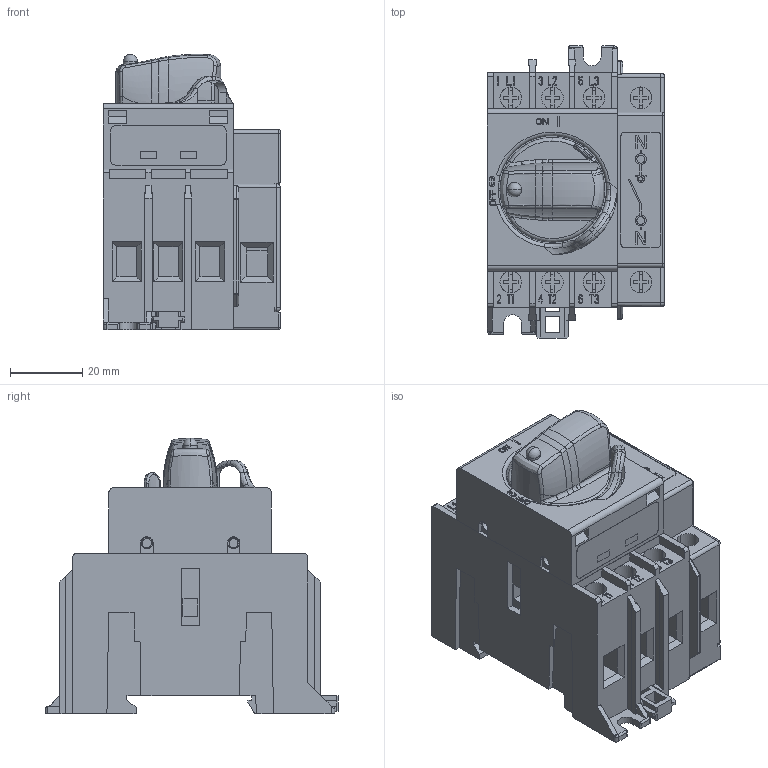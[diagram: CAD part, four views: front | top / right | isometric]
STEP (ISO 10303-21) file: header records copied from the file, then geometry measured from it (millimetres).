
FILE_DESCRIPTION((''),'2;1');
FILE_NAME('PROCUS_KS3-XXN_ASM','2015-06-09T',('kjell_andersson'),(''),'PRO/ENGINEER BY PARAMETRIC TECHNOLOGY CORPORATION, 2013230','PRO/ENGINEER BY PARAMETRIC TECHNOLOGY CORPORATION, 2013230','');
FILE_SCHEMA(('CONFIG_CONTROL_DESIGN'));
Products named in the file (11): KSXA3_LIGHT; PMR240; KSXA3_LIGHT_ASM; PMR239_LIGHT_GEN; PMR241B; PEMS26_LIGHT; KSNXA1_LIGHT; PT30X12; PEMS1023; PEMS1024_LIGHT; PROCUS_KS3-XXN_ASM
Assembly tree (11 placements, depth 3):
  PROCUS_KS3-XXN_ASM
    KSXA3_LIGHT_ASM
      KSXA3_LIGHT
      PMR240
    PMR239_LIGHT_GEN
    PMR241B
    PEMS26_LIGHT
    KSNXA1_LIGHT
    PT30X12  x2
    PEMS1023
    PEMS1024_LIGHT
Bounding box: 49.1 x 81 x 76.2 mm (x, y, z)
Volume: 153504.9 mm3; surface area: 51692.8 mm2
Topology: 10 solids, 10 shells, 1757 faces, 4807 edges, 3140 vertices
Faces by surface type: plane 1375, cylinder 213, bspline 113, torus 23, sphere 18, extrusion 8, cone 7
Entity records: 76909 total; most frequent: CARTESIAN_POINT 33861, ORIENTED_EDGE 9366, DIRECTION 8082, EDGE_CURVE 4683, VECTOR 3836, LINE 3828, VERTEX_POINT 3060, AXIS2_PLACEMENT_3D 2123
